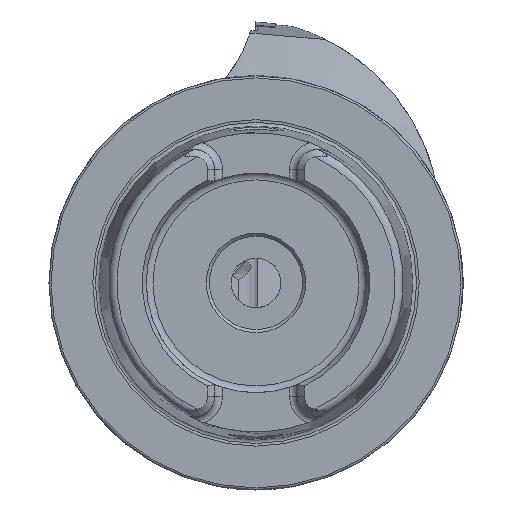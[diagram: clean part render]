
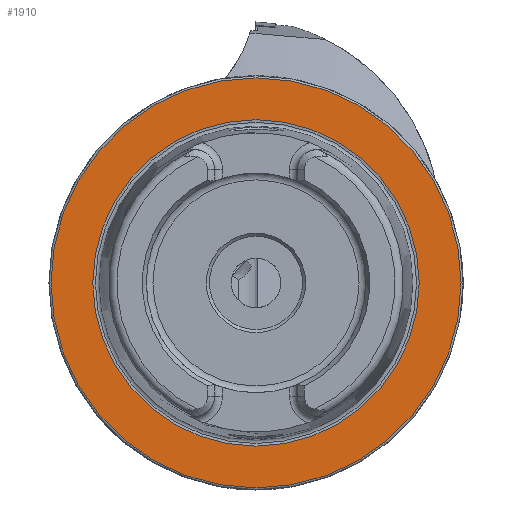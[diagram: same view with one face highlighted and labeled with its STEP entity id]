
A CAD part, left-side view. The second image highlights one B-rep face of the part: STEP entity #1910.
In plain terms, the highlighted planar face has unit normal (-1, 0, 0).
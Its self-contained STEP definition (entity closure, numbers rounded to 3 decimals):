
#45 = EDGE_LOOP ( 'NONE', ( #7225 ) ) ;
#446 = CIRCLE ( 'NONE', #8330, 49.5 ) ;
#1910 = ADVANCED_FACE ( 'NONE', ( #2510, #7331 ), #6082, .F. ) ;
#2422 = CARTESIAN_POINT ( 'NONE',  ( 0., 0., 0. ) ) ;
#2510 = FACE_BOUND ( 'NONE', #4801, .T. ) ;
#3470 = DIRECTION ( 'NONE',  ( 0., 0., -1. ) ) ;
#4467 = CARTESIAN_POINT ( 'NONE',  ( 0., 0., 49.5 ) ) ;
#4673 = AXIS2_PLACEMENT_3D ( 'NONE', #2422, #8088, #9549 ) ;
#4801 = EDGE_LOOP ( 'NONE', ( #6997 ) ) ;
#6082 = PLANE ( 'NONE',  #9223 ) ;
#6340 = EDGE_CURVE ( 'NONE', #8610, #8610, #446, .T. ) ;
#6885 = VERTEX_POINT ( 'NONE', #9188 ) ;
#6997 = ORIENTED_EDGE ( 'NONE', *, *, #7701, .F. ) ;
#7225 = ORIENTED_EDGE ( 'NONE', *, *, #6340, .T. ) ;
#7331 = FACE_OUTER_BOUND ( 'NONE', #45, .T. ) ;
#7657 = DIRECTION ( 'NONE',  ( 1., 0., 0. ) ) ;
#7701 = EDGE_CURVE ( 'NONE', #6885, #6885, #8617, .T. ) ;
#8088 = DIRECTION ( 'NONE',  ( -1., 0., 0. ) ) ;
#8330 = AXIS2_PLACEMENT_3D ( 'NONE', #8772, #8707, #10331 ) ;
#8422 = CARTESIAN_POINT ( 'NONE',  ( 0., 49.5, 0. ) ) ;
#8610 = VERTEX_POINT ( 'NONE', #4467 ) ;
#8617 = CIRCLE ( 'NONE', #4673, 39.405 ) ;
#8707 = DIRECTION ( 'NONE',  ( -1., 0., 0. ) ) ;
#8772 = CARTESIAN_POINT ( 'NONE',  ( 0., 0., 0. ) ) ;
#9188 = CARTESIAN_POINT ( 'NONE',  ( 0., 0., 39.405 ) ) ;
#9223 = AXIS2_PLACEMENT_3D ( 'NONE', #8422, #7657, #3470 ) ;
#9549 = DIRECTION ( 'NONE',  ( 0., 0., 1. ) ) ;
#10331 = DIRECTION ( 'NONE',  ( 0., 0., 1. ) ) ;
